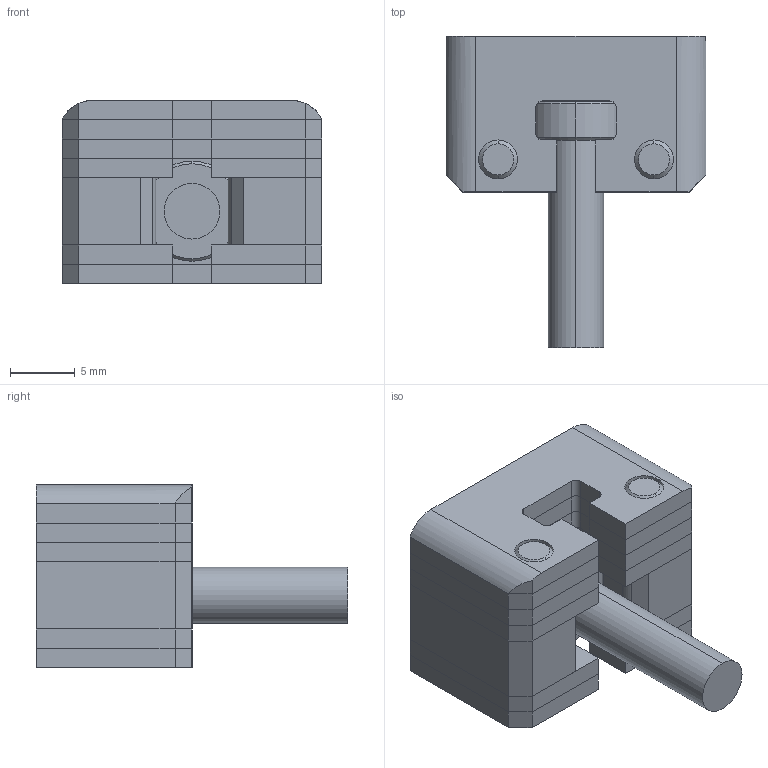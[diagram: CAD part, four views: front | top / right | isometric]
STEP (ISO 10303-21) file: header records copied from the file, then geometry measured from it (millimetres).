
FILE_DESCRIPTION (( 'STEP AP203' ), '1' );
FILE_NAME ('73e4.STEP', '2023-01-11T09:52:45', ( '' ), ( '' ), 'SwSTEP 2.0', 'SolidWorks 2019', '' );
FILE_SCHEMA (( 'CONFIG_CONTROL_DESIGN' ));
Length unit declared in the file: millimetre
Products named in the file (6): 73e4; Lamela_Radius 14b3b40e0c8c912a8dccd3e03ad7a6af; Lamela 14b3b40e0c8c912a8dccd3e03ad7a6af; Pin_20 14b3b40e0c8c912a8dccd3e03ad7a6af; Bolt 14b3b40e0c8c912a8dccd3e03ad7a6af; Lamellar_Gas_Vent_ISGL20C 14b3b40e0c8c912a8dccd3e03ad7a6af
Assembly tree (9 placements, depth 2):
  73e4
    Lamellar_Gas_Vent_ISGL20C 14b3b40e0c8c912a8dccd3e03ad7a6af
    Bolt 14b3b40e0c8c912a8dccd3e03ad7a6af
    Lamela 14b3b40e0c8c912a8dccd3e03ad7a6af  x4
    Lamela_Radius 14b3b40e0c8c912a8dccd3e03ad7a6af
    Pin_20 14b3b40e0c8c912a8dccd3e03ad7a6af  x2
Bounding box: 20 x 24 x 14.08 mm (x, y, z)
Volume: 3151 mm3; surface area: 4728.2 mm2
Topology: 10 solids, 10 shells, 198 faces, 519 edges, 342 vertices
Faces by surface type: plane 117, cylinder 69, cone 12
Entity records: 4411 total; most frequent: DIRECTION 659, CARTESIAN_POINT 645, ORIENTED_EDGE 614, EDGE_CURVE 307, AXIS2_PLACEMENT_3D 224, LINE 211, VECTOR 211, VERTEX_POINT 202
